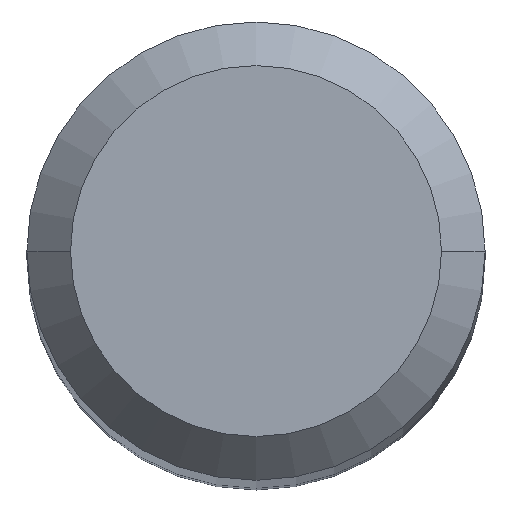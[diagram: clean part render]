
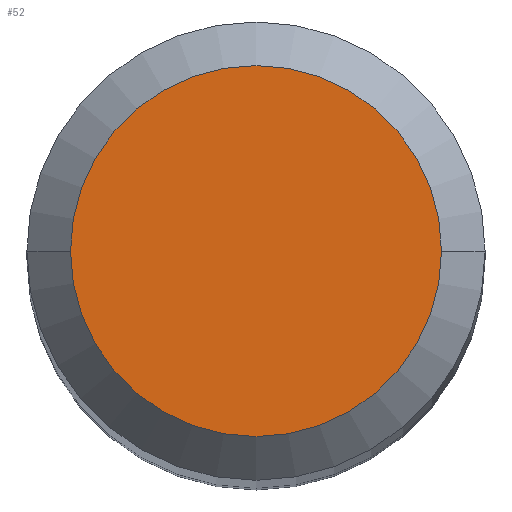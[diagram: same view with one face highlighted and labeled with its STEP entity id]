
A CAD part, top view. The second image highlights one B-rep face of the part: STEP entity #52.
In plain terms, the highlighted planar face has unit normal (0, 0, 1).
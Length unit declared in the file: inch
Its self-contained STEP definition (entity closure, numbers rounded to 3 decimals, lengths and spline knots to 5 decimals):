
#14 = CARTESIAN_POINT ( 'NONE',  ( 0., 0., 1.9685 ) ) ;
#35 = EDGE_CURVE ( 'NONE', #166, #284, #246, .T. ) ;
#44 = AXIS2_PLACEMENT_3D ( 'NONE', #48, #49, #129 ) ;
#46 = DIRECTION ( 'NONE',  ( 0., 0., 1. ) ) ;
#48 = CARTESIAN_POINT ( 'NONE',  ( 0., 0., 1.9685 ) ) ;
#49 = DIRECTION ( 'NONE',  ( 0., 0., 1. ) ) ;
#52 = ADVANCED_FACE ( 'NONE', ( #77 ), #165, .T. ) ;
#64 = EDGE_CURVE ( 'NONE', #284, #166, #116, .T. ) ;
#77 = FACE_OUTER_BOUND ( 'NONE', #169, .T. ) ;
#83 = ORIENTED_EDGE ( 'NONE', *, *, #35, .T. ) ;
#88 = CARTESIAN_POINT ( 'NONE',  ( -0.06374, 0., 1.9685 ) ) ;
#99 = CARTESIAN_POINT ( 'NONE',  ( 0., 0., 1.9685 ) ) ;
#116 = CIRCLE ( 'NONE', #130, 0.06374 ) ;
#129 = DIRECTION ( 'NONE',  ( 1., 0., 0. ) ) ;
#130 = AXIS2_PLACEMENT_3D ( 'NONE', #99, #173, #192 ) ;
#155 = CARTESIAN_POINT ( 'NONE',  ( 0.06374, 0., 1.9685 ) ) ;
#165 = PLANE ( 'NONE',  #44 ) ;
#166 = VERTEX_POINT ( 'NONE', #155 ) ;
#169 = EDGE_LOOP ( 'NONE', ( #177, #83 ) ) ;
#173 = DIRECTION ( 'NONE',  ( 0., 0., 1. ) ) ;
#177 = ORIENTED_EDGE ( 'NONE', *, *, #64, .T. ) ;
#192 = DIRECTION ( 'NONE',  ( 1., 0., 0. ) ) ;
#207 = AXIS2_PLACEMENT_3D ( 'NONE', #14, #46, #258 ) ;
#246 = CIRCLE ( 'NONE', #207, 0.06374 ) ;
#258 = DIRECTION ( 'NONE',  ( 1., 0., 0. ) ) ;
#284 = VERTEX_POINT ( 'NONE', #88 ) ;
